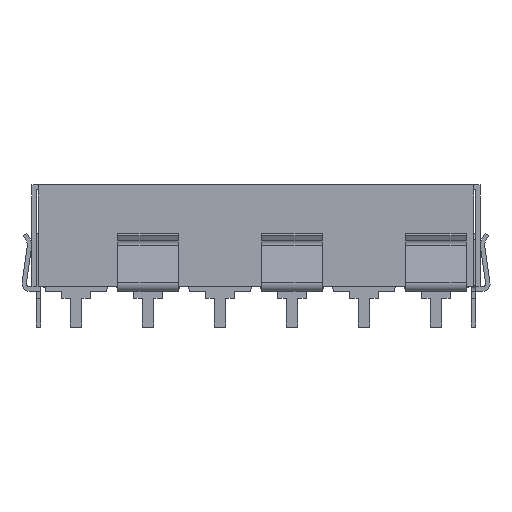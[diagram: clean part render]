
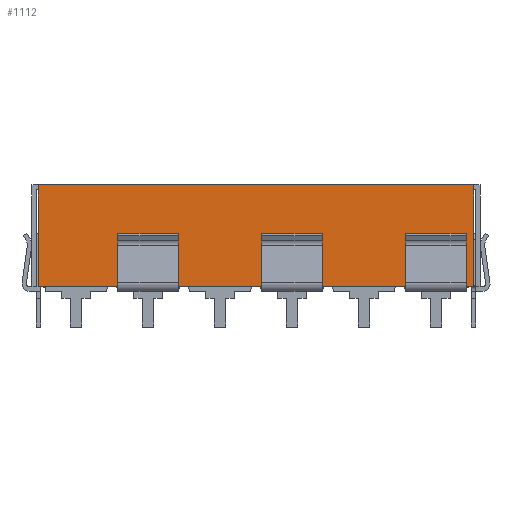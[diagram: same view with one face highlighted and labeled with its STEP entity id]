
A CAD part, left-side view. The second image highlights one B-rep face of the part: STEP entity #1112.
In plain terms, the highlighted planar face has unit normal (-1, 0, 0).
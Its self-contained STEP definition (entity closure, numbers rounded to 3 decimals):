
#487=CARTESIAN_POINT('',(-38.824,-19.202,1.011));
#488=VERTEX_POINT('',#487);
#495=CARTESIAN_POINT('',(-38.824,19.202,1.011));
#496=VERTEX_POINT('',#495);
#497=CARTESIAN_POINT('',(-38.824,19.202,1.011));
#498=DIRECTION('',(0.0,-1.0,0.0));
#499=VECTOR('',#498,38.405);
#500=LINE('',#497,#499);
#501=EDGE_CURVE('',#496,#488,#500,.T.);
#519=CARTESIAN_POINT('',(-38.824,19.202,10.011));
#520=VERTEX_POINT('',#519);
#536=CARTESIAN_POINT('',(-38.824,19.202,10.011));
#537=DIRECTION('',(0.0,0.0,-1.0));
#538=VECTOR('',#537,9.);
#539=LINE('',#536,#538);
#540=EDGE_CURVE('',#520,#496,#539,.T.);
#621=CARTESIAN_POINT('',(-38.824,-19.202,10.011));
#622=VERTEX_POINT('',#621);
#623=CARTESIAN_POINT('',(-38.824,-19.202,10.011));
#624=DIRECTION('',(0.0,1.0,0.0));
#625=VECTOR('',#624,38.405);
#626=LINE('',#623,#625);
#627=EDGE_CURVE('',#622,#520,#626,.T.);
#1076=CARTESIAN_POINT('',(-38.824,-19.202,1.011));
#1077=DIRECTION('',(0.0,0.0,1.0));
#1078=VECTOR('',#1077,9.);
#1079=LINE('',#1076,#1078);
#1080=EDGE_CURVE('',#488,#622,#1079,.T.);
#1101=CARTESIAN_POINT('',(-38.824,19.393,10.011));
#1102=DIRECTION('',(-1.0,0.0,0.0));
#1103=DIRECTION('',(0.0,0.0,1.0));
#1104=AXIS2_PLACEMENT_3D('',#1101,#1102,#1103);
#1105=PLANE('',#1104);
#1106=ORIENTED_EDGE('',*,*,#540,.T.);
#1107=ORIENTED_EDGE('',*,*,#501,.T.);
#1108=ORIENTED_EDGE('',*,*,#1080,.T.);
#1109=ORIENTED_EDGE('',*,*,#627,.T.);
#1110=EDGE_LOOP('',(#1106,#1107,#1108,#1109));
#1111=FACE_OUTER_BOUND('',#1110,.T.);
#1112=ADVANCED_FACE('',(#1111),#1105,.T.);
